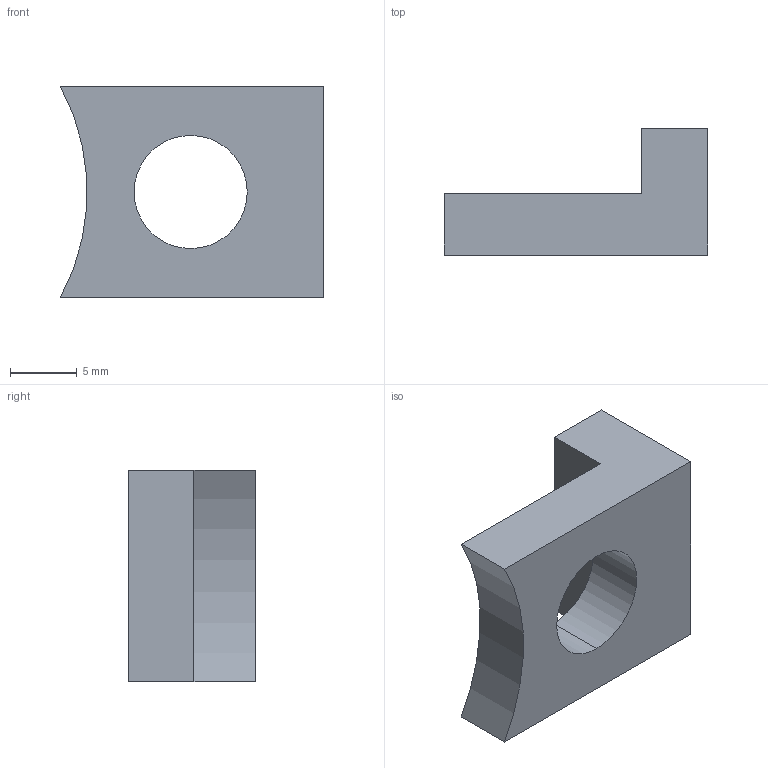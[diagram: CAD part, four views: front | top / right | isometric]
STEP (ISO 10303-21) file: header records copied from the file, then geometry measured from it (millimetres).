
FILE_DESCRIPTION (( 'STEP AP214' ), '1' );
FILE_NAME ('901YK-d8.5-L10(D9.5).STEP', '2021-10-24T09:31:48', ( '' ), ( '' ), 'SwSTEP 2.0', 'SolidWorks 2016', '' );
FILE_SCHEMA (( 'AUTOMOTIVE_DESIGN' ));
Length unit declared in the file: millimetre
Products named in the file (2): 901YK-d8.5-L10(D9.5)
Bounding box: 19.8 x 9.5 x 15.9 mm (x, y, z)
Volume: 1475.8 mm3; surface area: 1135.8 mm2
Topology: 1 solids, 1 shells, 28 faces, 72 edges, 48 vertices
Faces by surface type: plane 17, cylinder 11
Entity records: 911 total; most frequent: DIRECTION 154, CARTESIAN_POINT 150, ORIENTED_EDGE 144, EDGE_CURVE 72, AXIS2_PLACEMENT_3D 52, VECTOR 50, LINE 50, VERTEX_POINT 48
